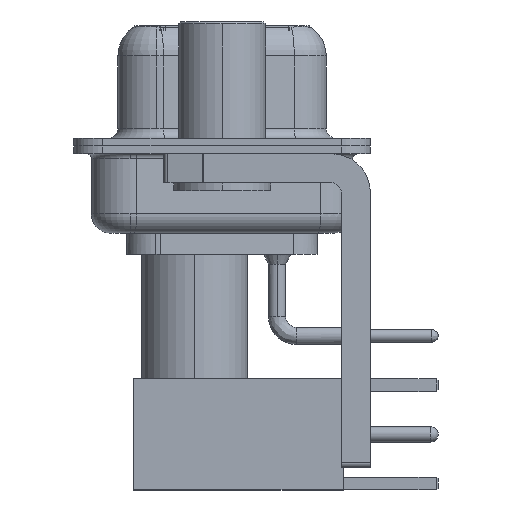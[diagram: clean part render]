
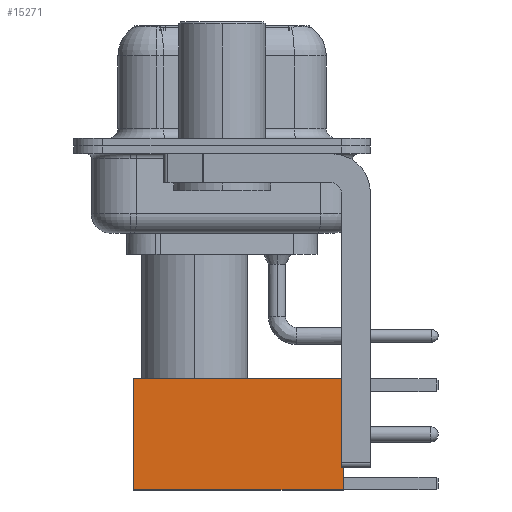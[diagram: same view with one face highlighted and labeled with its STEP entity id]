
A CAD part, left-side view. The second image highlights one B-rep face of the part: STEP entity #15271.
In plain terms, the highlighted face is planar.
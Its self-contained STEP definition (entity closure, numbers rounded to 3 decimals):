
#1310 = VERTEX_POINT ( 'NONE', #1481 ) ;
#1481 = CARTESIAN_POINT ( 'NONE',  ( -2.875, 2.875, 0. ) ) ;
#2088 = CARTESIAN_POINT ( 'NONE',  ( 2.875, 2.875, 0. ) ) ;
#2268 = EDGE_CURVE ( 'NONE', #4455, #1310, #8163, .T. ) ;
#3085 = PLANE ( 'NONE',  #25809 ) ;
#3576 = CARTESIAN_POINT ( 'NONE',  ( -2.875, 2.875, 0. ) ) ;
#3797 = VERTEX_POINT ( 'NONE', #19365 ) ;
#4243 = DIRECTION ( 'NONE',  ( 0., 0., -1. ) ) ;
#4455 = VERTEX_POINT ( 'NONE', #18018 ) ;
#4811 = ORIENTED_EDGE ( 'NONE', *, *, #20265, .F. ) ;
#5662 = ORIENTED_EDGE ( 'NONE', *, *, #24025, .F. ) ;
#6186 = ORIENTED_EDGE ( 'NONE', *, *, #2268, .T. ) ;
#6562 = VECTOR ( 'NONE', #7353, 1000. ) ;
#7353 = DIRECTION ( 'NONE',  ( -1., 0., 0. ) ) ;
#7476 = DIRECTION ( 'NONE',  ( 0., 0., -1. ) ) ;
#7691 = DIRECTION ( 'NONE',  ( 0., 1., 0. ) ) ;
#8163 = LINE ( 'NONE', #9518, #6562 ) ;
#9276 = VECTOR ( 'NONE', #28206, 1000. ) ;
#9518 = CARTESIAN_POINT ( 'NONE',  ( 0., 2.875, 0. ) ) ;
#12328 = ORIENTED_EDGE ( 'NONE', *, *, #15051, .T. ) ;
#13209 = LINE ( 'NONE', #2088, #24340 ) ;
#14148 = CARTESIAN_POINT ( 'NONE',  ( 2.875, 2.875, 10.82 ) ) ;
#15051 = EDGE_CURVE ( 'NONE', #21181, #4455, #13209, .T. ) ;
#15271 = ADVANCED_FACE ( 'NONE', ( #22879 ), #3085, .T. ) ;
#16102 = EDGE_LOOP ( 'NONE', ( #12328, #6186, #5662, #4811 ) ) ;
#16505 = DIRECTION ( 'NONE',  ( 0., 0., 1. ) ) ;
#18018 = CARTESIAN_POINT ( 'NONE',  ( 2.875, 2.875, 0. ) ) ;
#19365 = CARTESIAN_POINT ( 'NONE',  ( -2.875, 2.875, 10.82 ) ) ;
#20265 = EDGE_CURVE ( 'NONE', #21181, #3797, #21158, .T. ) ;
#20708 = CARTESIAN_POINT ( 'NONE',  ( 2.875, 2.875, 0. ) ) ;
#21158 = LINE ( 'NONE', #21736, #9276 ) ;
#21181 = VERTEX_POINT ( 'NONE', #14148 ) ;
#21736 = CARTESIAN_POINT ( 'NONE',  ( 0., 2.875, 10.82 ) ) ;
#22315 = VECTOR ( 'NONE', #7476, 1000. ) ;
#22879 = FACE_OUTER_BOUND ( 'NONE', #16102, .T. ) ;
#24025 = EDGE_CURVE ( 'NONE', #3797, #1310, #27246, .T. ) ;
#24340 = VECTOR ( 'NONE', #4243, 1000. ) ;
#25809 = AXIS2_PLACEMENT_3D ( 'NONE', #20708, #7691, #16505 ) ;
#27246 = LINE ( 'NONE', #3576, #22315 ) ;
#28206 = DIRECTION ( 'NONE',  ( -1., 0., 0. ) ) ;
